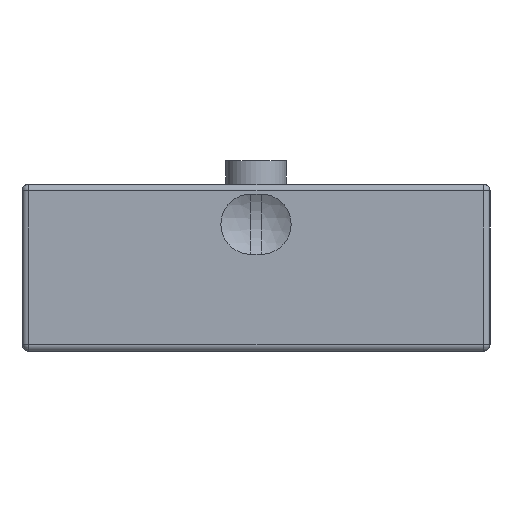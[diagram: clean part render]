
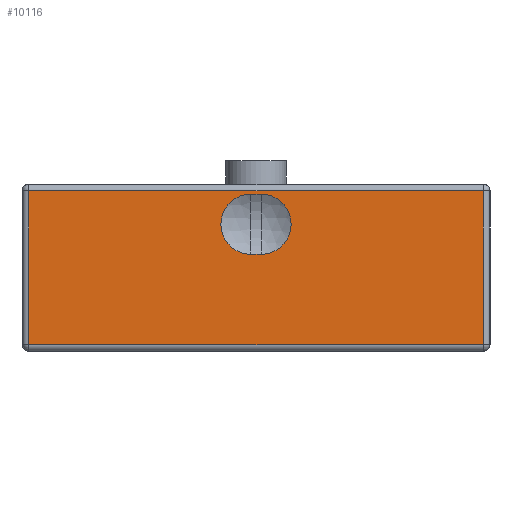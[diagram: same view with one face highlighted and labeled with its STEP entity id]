
A CAD part, left-side view. The second image highlights one B-rep face of the part: STEP entity #10116.
In plain terms, the highlighted planar face has unit normal (-1, 0, 0).
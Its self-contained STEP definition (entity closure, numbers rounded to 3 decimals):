
#9639=CARTESIAN_POINT('',(-99.,-68.0,-48.0));
#9640=VERTEX_POINT('',#9639);
#9698=CARTESIAN_POINT('',(-99.,68.0,-48.0));
#9699=VERTEX_POINT('',#9698);
#9773=CARTESIAN_POINT('',(-99.,-68.0,-2.0));
#9774=VERTEX_POINT('',#9773);
#9799=CARTESIAN_POINT('',(-99.,68.0,-2.0));
#9800=VERTEX_POINT('',#9799);
#9833=CARTESIAN_POINT('',(-99.,68.0,-2.0));
#9834=DIRECTION('',(0.0,-1.0,0.0));
#9835=VECTOR('',#9834,136.0);
#9836=LINE('',#9833,#9835);
#9837=EDGE_CURVE('',#9800,#9774,#9836,.T.);
#9865=CARTESIAN_POINT('',(-99.,68.0,-48.0));
#9866=DIRECTION('',(0.0,0.0,1.0));
#9867=VECTOR('',#9866,46.0);
#9868=LINE('',#9865,#9867);
#9869=EDGE_CURVE('',#9699,#9800,#9868,.T.);
#9911=CARTESIAN_POINT('',(-99.,-68.0,-2.0));
#9912=DIRECTION('',(0.0,0.0,-1.0));
#9913=VECTOR('',#9912,46.0);
#9914=LINE('',#9911,#9913);
#9915=EDGE_CURVE('',#9774,#9640,#9914,.T.);
#9987=CARTESIAN_POINT('',(-99.,-68.0,-48.0));
#9988=DIRECTION('',(0.0,1.0,0.0));
#9989=VECTOR('',#9988,136.0);
#9990=LINE('',#9987,#9989);
#9991=EDGE_CURVE('',#9640,#9699,#9990,.T.);
#10069=CARTESIAN_POINT('',(-99.,70.0,0.0));
#10070=DIRECTION('',(-1.0,0.0,0.0));
#10071=DIRECTION('',(0.0,0.0,1.0));
#10072=AXIS2_PLACEMENT_3D('',#10069,#10070,#10071);
#10073=PLANE('',#10072);
#10074=ORIENTED_EDGE('',*,*,#9837,.F.);
#10075=ORIENTED_EDGE('',*,*,#9869,.F.);
#10076=ORIENTED_EDGE('',*,*,#9991,.F.);
#10077=ORIENTED_EDGE('',*,*,#9915,.F.);
#10078=EDGE_LOOP('',(#10074,#10075,#10076,#10077));
#10079=FACE_OUTER_BOUND('',#10078,.T.);
#10080=CARTESIAN_POINT('',(-99.,1.501,-20.999));
#10081=VERTEX_POINT('',#10080);
#10082=CARTESIAN_POINT('',(-99.,1.501,-3.001));
#10083=VERTEX_POINT('',#10082);
#10084=CARTESIAN_POINT('',(-99.,1.501,-12.));
#10085=DIRECTION('',(1.0,0.0,0.0));
#10086=DIRECTION('',(0.0,0.0,-1.0));
#10087=AXIS2_PLACEMENT_3D('',#10084,#10085,#10086);
#10088=CIRCLE('',#10087,8.999);
#10089=EDGE_CURVE('',#10081,#10083,#10088,.T.);
#10090=ORIENTED_EDGE('',*,*,#10089,.T.);
#10091=CARTESIAN_POINT('',(-99.,-1.501,-3.001));
#10092=VERTEX_POINT('',#10091);
#10093=CARTESIAN_POINT('',(-99.,1.501,-3.001));
#10094=DIRECTION('',(0.0,-1.0,0.0));
#10095=VECTOR('',#10094,3.001);
#10096=LINE('',#10093,#10095);
#10097=EDGE_CURVE('',#10083,#10092,#10096,.T.);
#10098=ORIENTED_EDGE('',*,*,#10097,.T.);
#10099=CARTESIAN_POINT('',(-99.,-1.501,-20.999));
#10100=VERTEX_POINT('',#10099);
#10101=CARTESIAN_POINT('',(-99.,-1.501,-12.));
#10102=DIRECTION('',(1.0,0.0,0.0));
#10103=DIRECTION('',(0.0,0.0,-1.0));
#10104=AXIS2_PLACEMENT_3D('',#10101,#10102,#10103);
#10105=CIRCLE('',#10104,8.999);
#10106=EDGE_CURVE('',#10092,#10100,#10105,.T.);
#10107=ORIENTED_EDGE('',*,*,#10106,.T.);
#10108=CARTESIAN_POINT('',(-99.,-1.501,-20.999));
#10109=DIRECTION('',(0.0,1.0,0.0));
#10110=VECTOR('',#10109,3.001);
#10111=LINE('',#10108,#10110);
#10112=EDGE_CURVE('',#10100,#10081,#10111,.T.);
#10113=ORIENTED_EDGE('',*,*,#10112,.T.);
#10114=EDGE_LOOP('',(#10090,#10098,#10107,#10113));
#10115=FACE_BOUND('',#10114,.T.);
#10116=ADVANCED_FACE('',(#10079,#10115),#10073,.T.);
